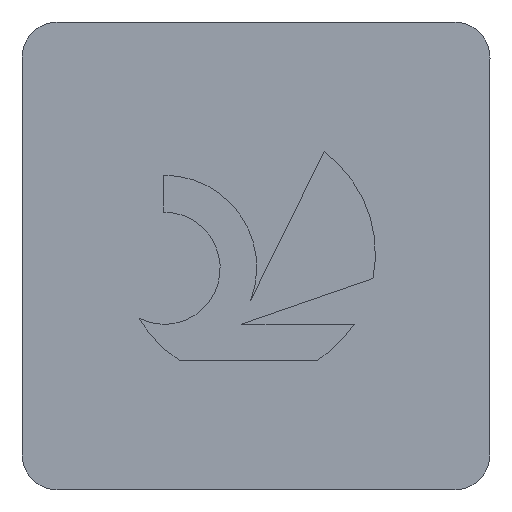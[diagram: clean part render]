
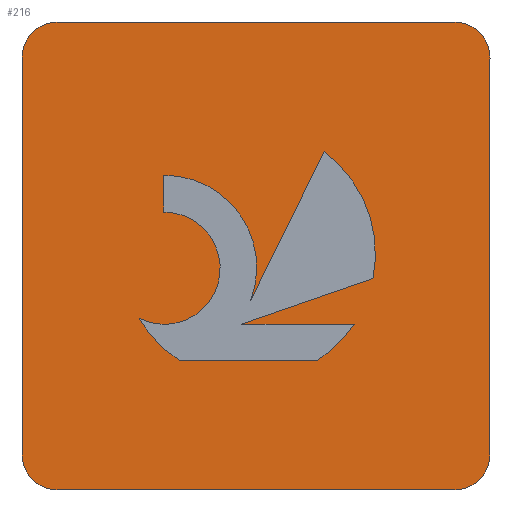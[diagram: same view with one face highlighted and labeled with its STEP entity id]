
A CAD part, top view. The second image highlights one B-rep face of the part: STEP entity #216.
In plain terms, the highlighted planar face has unit normal (0, 0, 1).
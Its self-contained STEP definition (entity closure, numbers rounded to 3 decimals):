
#152=VERTEX_POINT('',#405);
#162=VERTEX_POINT('',#416);
#170=VERTEX_POINT('',#426);
#176=EDGE_CURVE('',#170,#234,#432,.T.);
#184=VERTEX_POINT('',#441);
#188=VERTEX_POINT('',#446);
#192=VERTEX_POINT('',#450);
#202=EDGE_CURVE('',#228,#188,#461,.T.);
#204=VERTEX_POINT('',#463);
#210=EDGE_CURVE('',#372,#322,#469,.T.);
#212=VERTEX_POINT('',#471);
#216=ADVANCED_FACE('',(#475,#476),#477,.T.);
#228=VERTEX_POINT('',#491);
#234=VERTEX_POINT('',#497);
#256=EDGE_CURVE('',#362,#184,#521,.T.);
#258=EDGE_CURVE('',#162,#170,#523,.T.);
#260=VERTEX_POINT('',#525);
#272=VERTEX_POINT('',#539);
#288=EDGE_CURVE('',#204,#272,#556,.T.);
#292=EDGE_CURVE('',#348,#362,#560,.T.);
#296=EDGE_CURVE('',#260,#338,#564,.T.);
#302=EDGE_CURVE('',#152,#162,#571,.T.);
#306=EDGE_CURVE('',#184,#308,#575,.T.);
#308=VERTEX_POINT('',#577);
#310=EDGE_CURVE('',#192,#348,#579,.T.);
#312=EDGE_CURVE('',#308,#152,#581,.T.);
#314=EDGE_CURVE('',#322,#212,#583,.T.);
#316=EDGE_CURVE('',#376,#228,#585,.T.);
#322=VERTEX_POINT('',#593);
#328=EDGE_CURVE('',#234,#204,#600,.T.);
#336=EDGE_CURVE('',#212,#260,#608,.T.);
#338=VERTEX_POINT('',#610);
#342=EDGE_CURVE('',#338,#376,#614,.T.);
#348=VERTEX_POINT('',#621);
#352=EDGE_CURVE('',#188,#372,#625,.T.);
#354=EDGE_CURVE('',#272,#192,#627,.T.);
#362=VERTEX_POINT('',#636);
#372=VERTEX_POINT('',#647);
#376=VERTEX_POINT('',#651);
#405=CARTESIAN_POINT('',(7.609,6.302,0.0));
#416=CARTESIAN_POINT('',(10.055,11.262,0.0));
#426=CARTESIAN_POINT('',(11.685,7.037,0.0));
#432=LINE('',#708,#709);
#441=CARTESIAN_POINT('',(4.718,9.25,0.0));
#446=CARTESIAN_POINT('',(14.38,0.0,0.0));
#450=CARTESIAN_POINT('',(5.232,4.318,0.0));
#461=LINE('',#745,#746);
#463=CARTESIAN_POINT('',(11.059,5.522,0.0));
#469=LINE('',#757,#758);
#471=CARTESIAN_POINT('',(14.38,15.58,0.0));
#475=FACE_BOUND('',#766,.T.);
#476=FACE_OUTER_BOUND('',#767,.T.);
#477=PLANE('',#768);
#491=CARTESIAN_POINT('',(1.2,0.0,0.0));
#497=CARTESIAN_POINT('',(7.322,5.522,0.0));
#521=CIRCLE('',#826,1.867);
#523=CIRCLE('',#829,4.229);
#525=CARTESIAN_POINT('',(1.2,15.58,0.0));
#539=CARTESIAN_POINT('',(9.842,4.318,0.0));
#556=CIRCLE('',#873,4.229);
#560=CIRCLE('',#879,1.867);
#564=CIRCLE('',#886,1.2);
#571=LINE('',#896,#897);
#575=LINE('',#904,#905);
#577=CARTESIAN_POINT('',(4.718,10.478,0.0));
#579=CIRCLE('',#910,4.229);
#581=CIRCLE('',#913,3.072);
#583=CIRCLE('',#916,1.2);
#585=CIRCLE('',#919,1.2);
#593=CARTESIAN_POINT('',(15.58,14.38,0.0));
#600=LINE('',#935,#936);
#608=LINE('',#951,#952);
#610=CARTESIAN_POINT('',(0.,14.38,0.0));
#614=LINE('',#960,#961);
#621=CARTESIAN_POINT('',(3.895,5.714,0.0));
#625=CIRCLE('',#974,1.2);
#627=LINE('',#977,#978);
#636=CARTESIAN_POINT('',(5.565,9.053,0.0));
#647=CARTESIAN_POINT('',(15.58,1.2,0.0));
#651=CARTESIAN_POINT('',(0.0,1.2,0.0));
#708=CARTESIAN_POINT('',(7.882,5.716,0.0));
#709=VECTOR('',#1053,1.0);
#745=CARTESIAN_POINT('',(1.2,0.0,0.0));
#746=VECTOR('',#1081,1.0);
#757=CARTESIAN_POINT('',(15.58,1.2,0.0));
#758=VECTOR('',#1083,1.0);
#766=EDGE_LOOP('',(#1086,#1087,#1088,#1089,#1090,#1091,#1092,#1093,#1094,#1095,#1096));
#767=EDGE_LOOP('',(#1097,#1098,#1099,#1100,#1101,#1102,#1103,#1104));
#768=AXIS2_PLACEMENT_3D('',#1105,#1106,#1107);
#826=AXIS2_PLACEMENT_3D('',#1158,#1159,#1160);
#829=AXIS2_PLACEMENT_3D('',#1161,#1162,#1163);
#873=AXIS2_PLACEMENT_3D('',#1198,#1199,#1200);
#879=AXIS2_PLACEMENT_3D('',#1204,#1205,#1206);
#886=AXIS2_PLACEMENT_3D('',#1208,#1209,#1210);
#896=CARTESIAN_POINT('',(9.145,9.416,0.0));
#897=VECTOR('',#1220,1.0);
#904=CARTESIAN_POINT('',(4.718,9.134,0.0));
#905=VECTOR('',#1222,1.0);
#910=AXIS2_PLACEMENT_3D('',#1223,#1224,#1225);
#913=AXIS2_PLACEMENT_3D('',#1226,#1227,#1228);
#916=AXIS2_PLACEMENT_3D('',#1229,#1230,#1231);
#919=AXIS2_PLACEMENT_3D('',#1232,#1233,#1234);
#935=CARTESIAN_POINT('',(9.424,5.522,0.0));
#936=VECTOR('',#1266,1.0);
#951=CARTESIAN_POINT('',(14.38,15.58,0.0));
#952=VECTOR('',#1270,1.0);
#960=CARTESIAN_POINT('',(0.0,14.38,0.0));
#961=VECTOR('',#1274,1.0);
#974=AXIS2_PLACEMENT_3D('',#1285,#1286,#1287);
#977=CARTESIAN_POINT('',(6.511,4.318,0.0));
#978=VECTOR('',#1288,1.0);
#1053=DIRECTION('',(-0.945,-0.328,0.0));
#1081=DIRECTION('',(1.0,0.0,0.0));
#1083=DIRECTION('',(0.0,1.0,0.0));
#1086=ORIENTED_EDGE('',*,*,#306,.T.);
#1087=ORIENTED_EDGE('',*,*,#312,.T.);
#1088=ORIENTED_EDGE('',*,*,#302,.T.);
#1089=ORIENTED_EDGE('',*,*,#258,.T.);
#1090=ORIENTED_EDGE('',*,*,#176,.T.);
#1091=ORIENTED_EDGE('',*,*,#328,.T.);
#1092=ORIENTED_EDGE('',*,*,#288,.T.);
#1093=ORIENTED_EDGE('',*,*,#354,.T.);
#1094=ORIENTED_EDGE('',*,*,#310,.T.);
#1095=ORIENTED_EDGE('',*,*,#292,.T.);
#1096=ORIENTED_EDGE('',*,*,#256,.T.);
#1097=ORIENTED_EDGE('',*,*,#202,.T.);
#1098=ORIENTED_EDGE('',*,*,#352,.T.);
#1099=ORIENTED_EDGE('',*,*,#210,.T.);
#1100=ORIENTED_EDGE('',*,*,#314,.T.);
#1101=ORIENTED_EDGE('',*,*,#336,.T.);
#1102=ORIENTED_EDGE('',*,*,#296,.T.);
#1103=ORIENTED_EDGE('',*,*,#342,.T.);
#1104=ORIENTED_EDGE('',*,*,#316,.T.);
#1105=CARTESIAN_POINT('',(7.79,7.79,0.0));
#1106=DIRECTION('',(0.0,0.0,1.0));
#1107=DIRECTION('',(1.0,0.0,0.0));
#1158=CARTESIAN_POINT('',(4.73,7.384,0.0));
#1159=DIRECTION('',(0.0,0.0,1.0));
#1160=DIRECTION('',(-0.447,-0.894,0.0));
#1161=CARTESIAN_POINT('',(7.537,7.864,0.0));
#1162=DIRECTION('',(0.0,-0.0,-1.0));
#1163=DIRECTION('',(0.981,-0.196,0.0));
#1198=CARTESIAN_POINT('',(7.537,7.864,0.0));
#1199=DIRECTION('',(0.0,-0.0,-1.0));
#1200=DIRECTION('',(0.545,-0.838,0.0));
#1204=CARTESIAN_POINT('',(4.73,7.384,0.0));
#1205=DIRECTION('',(0.0,0.0,1.0));
#1206=DIRECTION('',(-0.447,-0.894,0.0));
#1208=CARTESIAN_POINT('',(1.2,14.38,0.0));
#1209=DIRECTION('',(0.0,0.0,1.0));
#1210=DIRECTION('',(0.,1.0,0.0));
#1220=DIRECTION('',(0.442,0.897,-0.0));
#1222=DIRECTION('',(0.0,1.0,0.0));
#1223=CARTESIAN_POINT('',(7.537,7.864,0.0));
#1224=DIRECTION('',(-0.0,0.0,-1.0));
#1225=DIRECTION('',(-0.861,-0.508,0.0));
#1226=CARTESIAN_POINT('',(4.742,7.406,0.0));
#1227=DIRECTION('',(0.0,-0.0,-1.0));
#1228=DIRECTION('',(0.933,-0.359,0.0));
#1229=CARTESIAN_POINT('',(14.38,14.38,0.0));
#1230=DIRECTION('',(0.0,-0.0,1.0));
#1231=DIRECTION('',(1.0,0.,0.0));
#1232=CARTESIAN_POINT('',(1.2,1.2,0.0));
#1233=DIRECTION('',(0.0,0.0,1.0));
#1234=DIRECTION('',(-1.0,0.,0.0));
#1266=DIRECTION('',(1.0,0.0,0.0));
#1270=DIRECTION('',(-1.0,0.0,0.0));
#1274=DIRECTION('',(0.0,-1.0,0.0));
#1285=CARTESIAN_POINT('',(14.38,1.2,0.0));
#1286=DIRECTION('',(0.0,0.0,1.0));
#1287=DIRECTION('',(0.,-1.0,0.0));
#1288=DIRECTION('',(-1.0,0.0,0.0));
